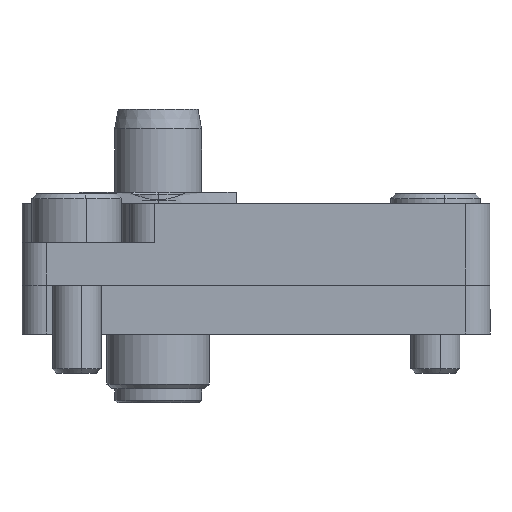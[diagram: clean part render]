
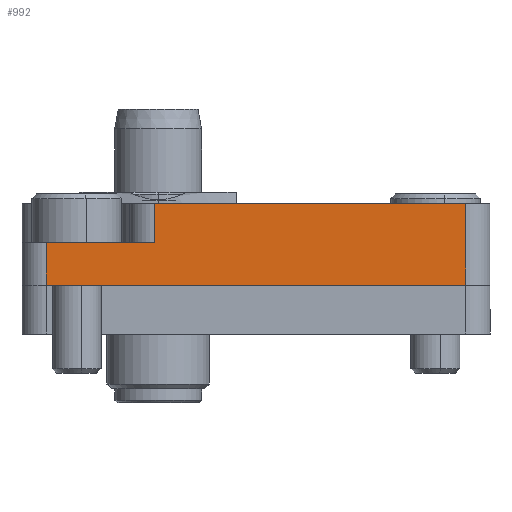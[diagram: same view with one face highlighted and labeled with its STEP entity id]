
A CAD part, front view. The second image highlights one B-rep face of the part: STEP entity #992.
In plain terms, the highlighted face is planar.
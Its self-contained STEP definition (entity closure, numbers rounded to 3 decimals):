
#109 = DIRECTION ( 'NONE',  ( 0., 0., -1. ) ) ;
#156 = ORIENTED_EDGE ( 'NONE', *, *, #3164, .F. ) ;
#421 = ORIENTED_EDGE ( 'NONE', *, *, #654, .T. ) ;
#654 = EDGE_CURVE ( 'NONE', #1297, #3631, #7803, .T. ) ;
#992 = ADVANCED_FACE ( 'NONE', ( #7751 ), #7133, .T. ) ;
#1152 = EDGE_LOOP ( 'NONE', ( #421, #8249, #156, #8392, #7957, #7870 ) ) ;
#1297 = VERTEX_POINT ( 'NONE', #6417 ) ;
#1572 = CARTESIAN_POINT ( 'NONE',  ( 30., 0., -12.85 ) ) ;
#1607 = VECTOR ( 'NONE', #7174, 1000. ) ;
#1657 = DIRECTION ( 'NONE',  ( 0., 0., -1. ) ) ;
#1720 = LINE ( 'NONE', #7030, #1607 ) ;
#2095 = CARTESIAN_POINT ( 'NONE',  ( 30., 0., 12.85 ) ) ;
#2223 = DIRECTION ( 'NONE',  ( 1., 0., 0. ) ) ;
#2696 = VECTOR ( 'NONE', #5616, 1000. ) ;
#3076 = VECTOR ( 'NONE', #109, 1000. ) ;
#3084 = CARTESIAN_POINT ( 'NONE',  ( 30., 2.6, 6.25 ) ) ;
#3164 = EDGE_CURVE ( 'NONE', #3879, #8655, #6843, .T. ) ;
#3252 = VECTOR ( 'NONE', #6064, 1000. ) ;
#3521 = VECTOR ( 'NONE', #1657, 1000. ) ;
#3631 = VERTEX_POINT ( 'NONE', #1572 ) ;
#3735 = CARTESIAN_POINT ( 'NONE',  ( 30., 5., 14.35 ) ) ;
#3879 = VERTEX_POINT ( 'NONE', #6738 ) ;
#3908 = CARTESIAN_POINT ( 'NONE',  ( 30., 2.6, 12.85 ) ) ;
#4399 = VECTOR ( 'NONE', #8067, 1000. ) ;
#4761 = EDGE_CURVE ( 'NONE', #3631, #8655, #8118, .T. ) ;
#4914 = EDGE_CURVE ( 'NONE', #5118, #1297, #5348, .T. ) ;
#4943 = DIRECTION ( 'NONE',  ( 0., 1., 0. ) ) ;
#4949 = EDGE_CURVE ( 'NONE', #3879, #8467, #6426, .T. ) ;
#5118 = VERTEX_POINT ( 'NONE', #3908 ) ;
#5348 = LINE ( 'NONE', #2095, #4399 ) ;
#5526 = CARTESIAN_POINT ( 'NONE',  ( 30., 5., -12.85 ) ) ;
#5616 = DIRECTION ( 'NONE',  ( 0., -1., 0. ) ) ;
#5798 = CARTESIAN_POINT ( 'NONE',  ( 30., 0., 14.35 ) ) ;
#6064 = DIRECTION ( 'NONE',  ( 0., 1., 0. ) ) ;
#6216 = CARTESIAN_POINT ( 'NONE',  ( 30., 5., 14.35 ) ) ;
#6417 = CARTESIAN_POINT ( 'NONE',  ( 30., 0., 12.85 ) ) ;
#6426 = LINE ( 'NONE', #8291, #2696 ) ;
#6738 = CARTESIAN_POINT ( 'NONE',  ( 30., 5., 6.25 ) ) ;
#6843 = LINE ( 'NONE', #6216, #3076 ) ;
#7030 = CARTESIAN_POINT ( 'NONE',  ( 30., 2.6, 7.75 ) ) ;
#7133 = PLANE ( 'NONE',  #7654 ) ;
#7174 = DIRECTION ( 'NONE',  ( 0., 0., -1. ) ) ;
#7654 = AXIS2_PLACEMENT_3D ( 'NONE', #3735, #2223, #4943 ) ;
#7673 = CARTESIAN_POINT ( 'NONE',  ( 30., 5., -12.85 ) ) ;
#7751 = FACE_OUTER_BOUND ( 'NONE', #1152, .T. ) ;
#7803 = LINE ( 'NONE', #5798, #3521 ) ;
#7870 = ORIENTED_EDGE ( 'NONE', *, *, #4914, .T. ) ;
#7957 = ORIENTED_EDGE ( 'NONE', *, *, #7990, .F. ) ;
#7990 = EDGE_CURVE ( 'NONE', #5118, #8467, #1720, .T. ) ;
#8067 = DIRECTION ( 'NONE',  ( 0., -1., 0. ) ) ;
#8118 = LINE ( 'NONE', #5526, #3252 ) ;
#8249 = ORIENTED_EDGE ( 'NONE', *, *, #4761, .T. ) ;
#8291 = CARTESIAN_POINT ( 'NONE',  ( 30., 2.6, 6.25 ) ) ;
#8392 = ORIENTED_EDGE ( 'NONE', *, *, #4949, .T. ) ;
#8467 = VERTEX_POINT ( 'NONE', #3084 ) ;
#8655 = VERTEX_POINT ( 'NONE', #7673 ) ;
